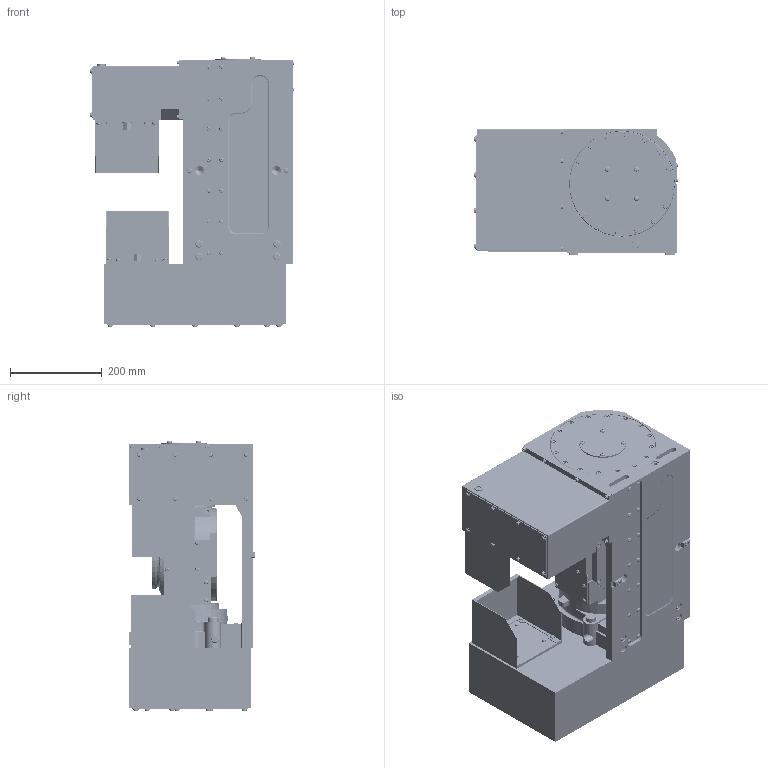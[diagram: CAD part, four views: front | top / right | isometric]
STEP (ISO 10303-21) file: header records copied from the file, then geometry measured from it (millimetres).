
FILE_DESCRIPTION(/* description */ ('Unknown'),/* implementation_level */ '2;1');
FILE_NAME(/* name */ 'OUTSIDE VIEW(61E114301)TT150AE-04',/* time_stamp */ '2016-01-05T09:01:15+00:00',/* author */ ('Unknown'),/* organization */ ('Unknown'),/* preprocessor_version */ 'ST-DEVELOPER v16',/* originating_system */ 'DEX',/* authorisation */ $);
FILE_SCHEMA (('AUTOMOTIVE_DESIGN {1 0 10303 214 3 1 1}'));
Products named in the file (1): OUTSIDE VIEW(61E114301)TT150AE-04
Bounding box: 445.35 x 275 x 588.88 mm (x, y, z)
Volume: 38344618.2 mm3; surface area: 1595847.9 mm2
Topology: 3 solids, 137 shells, 4830 faces, 11200 edges, 7132 vertices
Faces by surface type: plane 3411, cylinder 1017, cone 262, torus 92, sphere 39, bspline 9
Full cylindrical faces by diameter (mm): 2.7 x1, 4 x1, 4.2 x21, 5 x63, 5.85 x1, 6 x50, 6.6 x58, 6.8 x7, 7 x2, 7.9 x1, 8 x6, 8.5 x18, 9 x47, 10 x78, 10.5 x4, 10.7 x4, 11 x38, 11.33 x1, 11.5 x16, 11.7 x1, 11.8 x1, 12 x29, 12.5 x2, 13 x9, 14 x11, 14.3 x3, 15 x2, 16 x4, 17 x6, 18.5 x1
Entity records: 136695 total; most frequent: CARTESIAN_POINT 30427, DIRECTION 22107, ORIENTED_EDGE 19976, EDGE_CURVE 9988, AXIS2_PLACEMENT_3D 7523, LINE 7061, VECTOR 7061, VERTEX_POINT 6877
